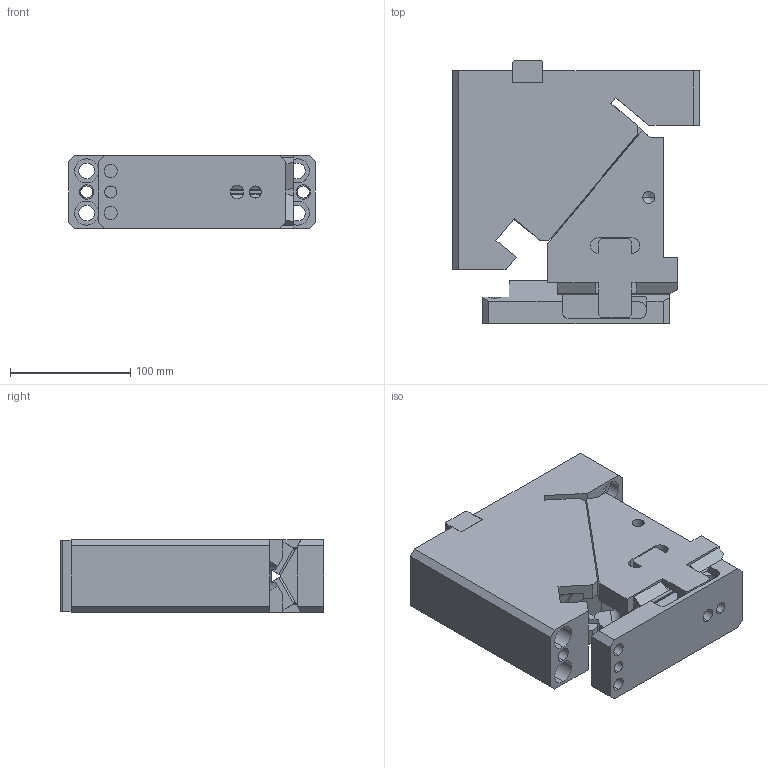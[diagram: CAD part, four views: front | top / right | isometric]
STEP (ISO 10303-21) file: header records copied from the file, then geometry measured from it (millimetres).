
FILE_DESCRIPTION(('CATIA V5 STEP Exchange'),'2;1');
FILE_NAME('CACV_F_60_00.stp','2015-04-24T15:24:58+00:00',('none'),('none'),'CATIA Version 5 Release 19 SP 2 (IN-10)','CATIA V5 STEP AP203','none');
FILE_SCHEMA(('CONFIG_CONTROL_DESIGN'));
Length unit declared in the file: millimetre
Products named in the file (1): CACV_F_60_00
Bounding box: 205 x 219 x 60 mm (x, y, z)
Volume: 1844476.8 mm3; surface area: 245081.5 mm2
Topology: 3 solids, 3 shells, 356 faces, 1043 edges, 682 vertices
Faces by surface type: plane 243, cylinder 107, cone 6
Entity records: 12527 total; most frequent: CARTESIAN_POINT 3282, ORIENTED_EDGE 2074, DIRECTION 1610, EDGE_CURVE 1037, VECTOR 786, LINE 786, VERTEX_POINT 682, AXIS2_PLACEMENT_3D 478
